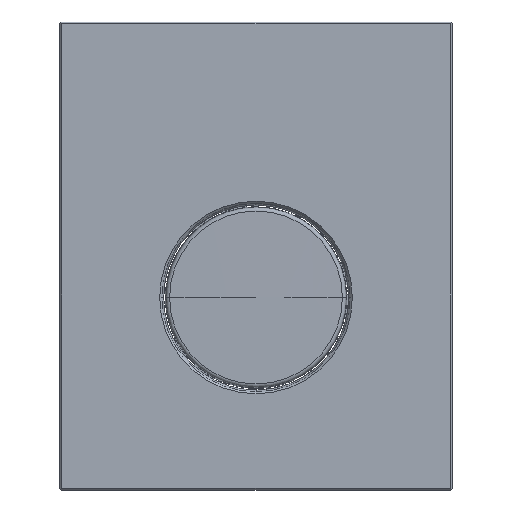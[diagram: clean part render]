
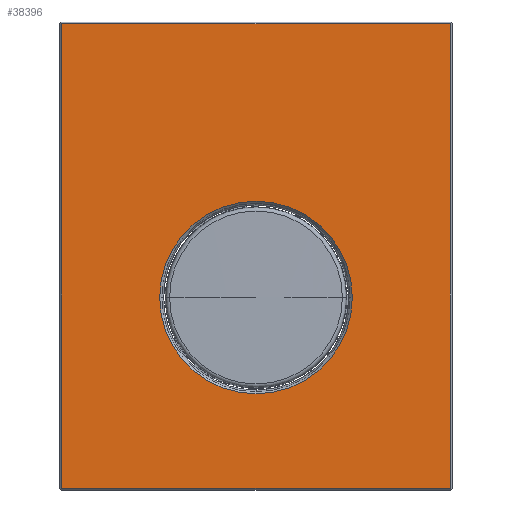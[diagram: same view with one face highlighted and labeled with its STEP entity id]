
A CAD part, top view. The second image highlights one B-rep face of the part: STEP entity #38396.
In plain terms, the highlighted face is planar.
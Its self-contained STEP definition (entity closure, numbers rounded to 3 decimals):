
#37819=DIRECTION('',(1.,0.,0.));
#37820=VECTOR('',#37819,103.);
#37821=CARTESIAN_POINT('',(-51.5,61.5,0.));
#37822=LINE('2608',#37821,#37820);
#37826=DIRECTION('',(0.,1.,0.));
#37827=VECTOR('',#37826,123.);
#37828=CARTESIAN_POINT('',(-51.5,-61.5,0.));
#37829=LINE('2610',#37828,#37827);
#37833=DIRECTION('',(-1.,0.,0.));
#37834=VECTOR('',#37833,103.);
#37835=CARTESIAN_POINT('',(51.5,-61.5,0.));
#37836=LINE('2611',#37835,#37834);
#37840=DIRECTION('',(0.,-1.,0.));
#37841=VECTOR('',#37840,123.);
#37842=CARTESIAN_POINT('',(51.5,61.5,0.));
#37843=LINE('2613',#37842,#37841);
#37847=CARTESIAN_POINT('',(0.,-11.,0.));
#37848=DIRECTION('',(0.,0.,1.));
#37849=DIRECTION('',(1.,0.,0.));
#37850=AXIS2_PLACEMENT_3D('',#37847,#37848,#37849);
#37855=CARTESIAN_POINT('',(0.,-11.,0.));
#37856=DIRECTION('',(0.,0.,1.));
#37857=DIRECTION('',(-1.,0.,0.));
#37858=AXIS2_PLACEMENT_3D('',#37855,#37856,#37857);
#38303=CARTESIAN_POINT('',(25.52,-11.,0.));
#38304=CARTESIAN_POINT('',(-25.52,-11.,0.));
#38305=VERTEX_POINT('',#38303);
#38306=VERTEX_POINT('',#38304);
#38319=CARTESIAN_POINT('',(-51.5,61.5,0.));
#38320=CARTESIAN_POINT('',(51.5,61.5,0.));
#38321=VERTEX_POINT('',#38319);
#38322=VERTEX_POINT('',#38320);
#38323=CARTESIAN_POINT('',(-51.5,-61.5,0.));
#38324=VERTEX_POINT('',#38323);
#38325=CARTESIAN_POINT('',(51.5,-61.5,0.));
#38326=VERTEX_POINT('',#38325);
#38375=CARTESIAN_POINT('',(0.,0.,0.));
#38376=DIRECTION('',(0.,0.,1.));
#38377=DIRECTION('',(1.,0.,0.));
#38378=AXIS2_PLACEMENT_3D('',#38375,#38376,#38377);
#38379=PLANE('69',#38378);
#38381=ORIENTED_EDGE('2608',*,*,#38380,.F.);
#38383=ORIENTED_EDGE('2610',*,*,#38382,.F.);
#38385=ORIENTED_EDGE('2611',*,*,#38384,.F.);
#38387=ORIENTED_EDGE('2613',*,*,#38386,.F.);
#38388=EDGE_LOOP('69',(#38381,#38383,#38385,#38387));
#38389=FACE_OUTER_BOUND('69',#38388,.F.);
#38391=ORIENTED_EDGE('1908',*,*,#38390,.F.);
#38393=ORIENTED_EDGE('1910',*,*,#38392,.F.);
#38394=EDGE_LOOP('69',(#38391,#38393));
#38395=FACE_BOUND('69',#38394,.F.);
#38396=ADVANCED_FACE('69',(#38389,#38395),#38379,.F.);
#37851=CIRCLE('1908',#37850,25.52);
#37859=CIRCLE('1910',#37858,25.52);
#38380=EDGE_CURVE('2608',#38321,#38322,#37822,.T.);
#38382=EDGE_CURVE('2610',#38324,#38321,#37829,.T.);
#38384=EDGE_CURVE('2611',#38326,#38324,#37836,.T.);
#38386=EDGE_CURVE('2613',#38322,#38326,#37843,.T.);
#38390=EDGE_CURVE('1908',#38305,#38306,#37851,.T.);
#38392=EDGE_CURVE('1910',#38306,#38305,#37859,.T.);
